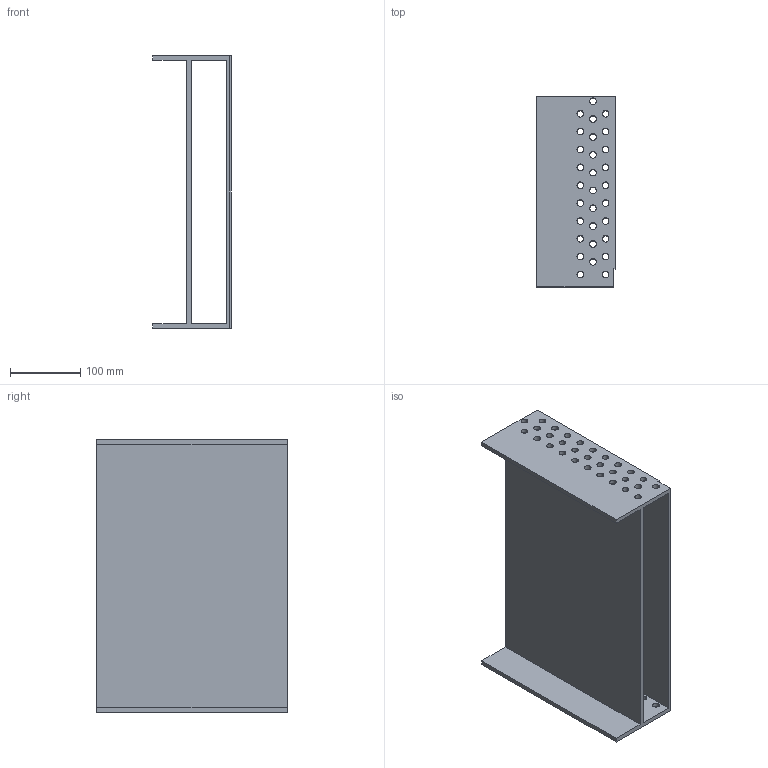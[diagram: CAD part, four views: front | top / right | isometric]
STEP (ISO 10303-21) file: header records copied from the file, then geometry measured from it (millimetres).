
FILE_DESCRIPTION(('produced by SPATIAL CORP'),'2;1');
FILE_NAME( 'ev87-493.prt.hh.sat.stp', '2002-04-19T13:33:52+00:00',('SPATIAL CORP'),('SPATIAL CORP'), 'ACIS STEP Husk','http://www.spatial.com','SPATIAL CORP');
FILE_SCHEMA(('CONFIG_CONTROL_DESIGN'));
Length unit declared in the file: millimetre
Products named in the file (1): PRODUCT_ID_1
Bounding box: 111.76 x 270.51 x 387.35 mm (x, y, z)
Volume: 1618911.7 mm3; surface area: 541391.1 mm2
Topology: 1 solids, 1 shells, 136 faces, 402 edges, 268 vertices
Faces by surface type: cylinder 120, plane 16
Entity records: 5015 total; most frequent: DIRECTION 914, CARTESIAN_POINT 806, ORIENTED_EDGE 804, EDGE_CURVE 402, AXIS2_PLACEMENT_3D 376, VERTEX_POINT 268, EDGE_LOOP 258, FACE_BOUND 258
